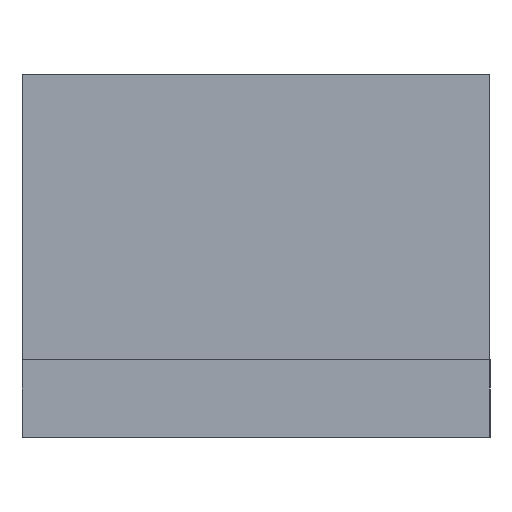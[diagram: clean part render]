
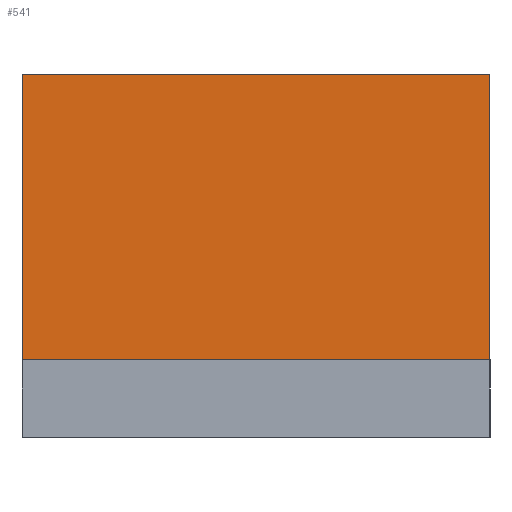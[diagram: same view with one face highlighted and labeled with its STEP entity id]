
A CAD part, left-side view. The second image highlights one B-rep face of the part: STEP entity #541.
In plain terms, the highlighted face is planar.
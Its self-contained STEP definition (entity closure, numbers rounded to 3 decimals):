
#541=ADVANCED_FACE('',(#911),#913,.T.);
#911=FACE_BOUND('',#912,.T.);
#912=EDGE_LOOP('',(#1097,#1098,#1099,#1100));
#913=PLANE('',#914);
#914=AXIS2_PLACEMENT_3D('',#915,#916,#917);
#915=CARTESIAN_POINT('',(33.116,-18.05,0.));
#916=DIRECTION('',(1.,0.,0.));
#917=DIRECTION('',(0.,1.,0.));
#1097=ORIENTED_EDGE('',*,*,#1196,.T.);
#1098=ORIENTED_EDGE('',*,*,#1182,.T.);
#1099=ORIENTED_EDGE('',*,*,#1175,.F.);
#1100=ORIENTED_EDGE('',*,*,#1195,.F.);
#1175=EDGE_CURVE('',#1320,#1322,#1323,.T.);
#1182=EDGE_CURVE('',#1330,#1322,#1331,.T.);
#1195=EDGE_CURVE('',#1349,#1320,#1351,.T.);
#1196=EDGE_CURVE('',#1349,#1330,#1352,.T.);
#1320=VERTEX_POINT('',#1630);
#1322=VERTEX_POINT('',#1634);
#1323=LINE('',#1635,#1636);
#1330=VERTEX_POINT('',#1656);
#1331=LINE('',#1657,#1658);
#1349=VERTEX_POINT('',#1703);
#1351=LINE('',#1707,#1708);
#1352=LINE('',#1710,#1711);
#1630=CARTESIAN_POINT('',(33.116,-18.05,22.));
#1634=CARTESIAN_POINT('',(33.116,18.05,22.));
#1635=CARTESIAN_POINT('',(33.116,-18.05,22.));
#1636=VECTOR('',#1637,1.);
#1637=DIRECTION('',(0.,1.,0.));
#1656=CARTESIAN_POINT('',(33.116,18.05,0.));
#1657=CARTESIAN_POINT('',(33.116,18.05,0.));
#1658=VECTOR('',#1659,1.);
#1659=DIRECTION('',(0.,0.,1.));
#1703=CARTESIAN_POINT('',(33.116,-18.05,0.));
#1707=CARTESIAN_POINT('',(33.116,-18.05,0.));
#1708=VECTOR('',#1709,1.);
#1709=DIRECTION('',(0.,0.,1.));
#1710=CARTESIAN_POINT('',(33.116,-18.05,0.));
#1711=VECTOR('',#1712,1.);
#1712=DIRECTION('',(0.,1.,0.));
